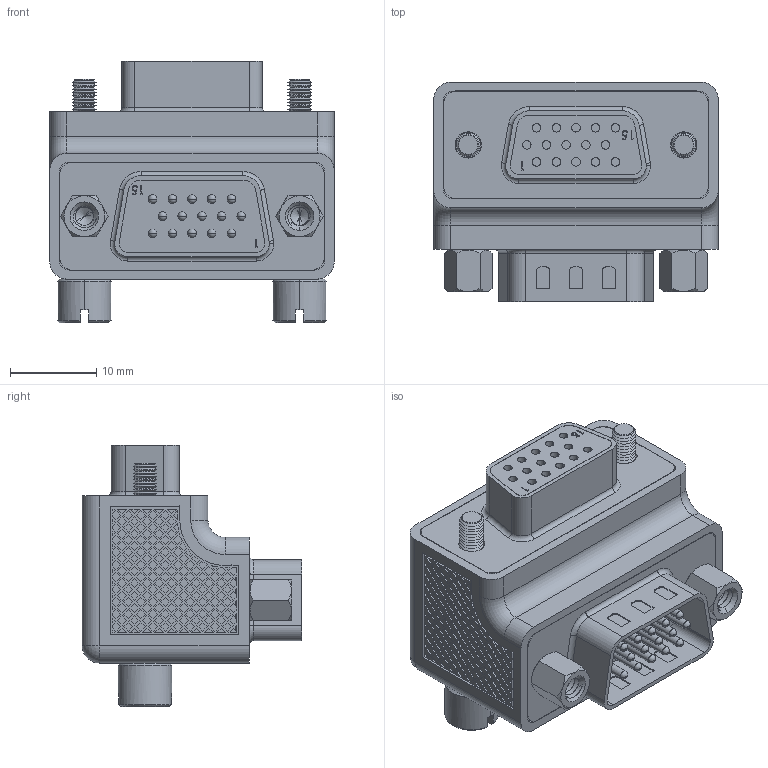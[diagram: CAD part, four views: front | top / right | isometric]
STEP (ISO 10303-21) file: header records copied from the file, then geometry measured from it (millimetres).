
FILE_DESCRIPTION (( 'STEP AP214' ), '1' );
FILE_NAME ('DG90H15MF2.STEP', '2013-08-08T13:08:19', ( 'x' ), ( '' ), 'SwSTEP 2.0', 'SolidWorks 2012', '' );
FILE_SCHEMA (( 'AUTOMOTIVE_DESIGN' ));
Length unit declared in the file: inch
Products named in the file (8): 3AB01-141_DG90H15MF2; 1AC04-017; 1AC04-018; 1AJ06-050; 1AJ10-005_1AJ10-006; MTN-442; MTN-443; DG90H15MF2
Assembly tree (9 placements, depth 3):
  DG90H15MF2
    3AB01-141_DG90H15MF2
      MTN-443
      MTN-442
      1AJ10-005_1AJ10-006  x2
      1AJ06-050  x2
      1AC04-018
      1AC04-017
Bounding box: 33.02 x 25.5 x 30.37 mm (x, y, z)
Volume: 15748.7 mm3; surface area: 11039.3 mm2
Topology: 8 solids, 8 shells, 3062 faces, 7401 edges, 4793 vertices
Faces by surface type: plane 2379, cylinder 375, cone 116, torus 78, bspline 72, sphere 42
Entity records: 117122 total; most frequent: CARTESIAN_POINT 19480, ORIENTED_EDGE 14186, DIRECTION 13585, EDGE_CURVE 7093, LINE 5999, VECTOR 5999, VERTEX_POINT 4626, AXIS2_PLACEMENT_3D 3793
